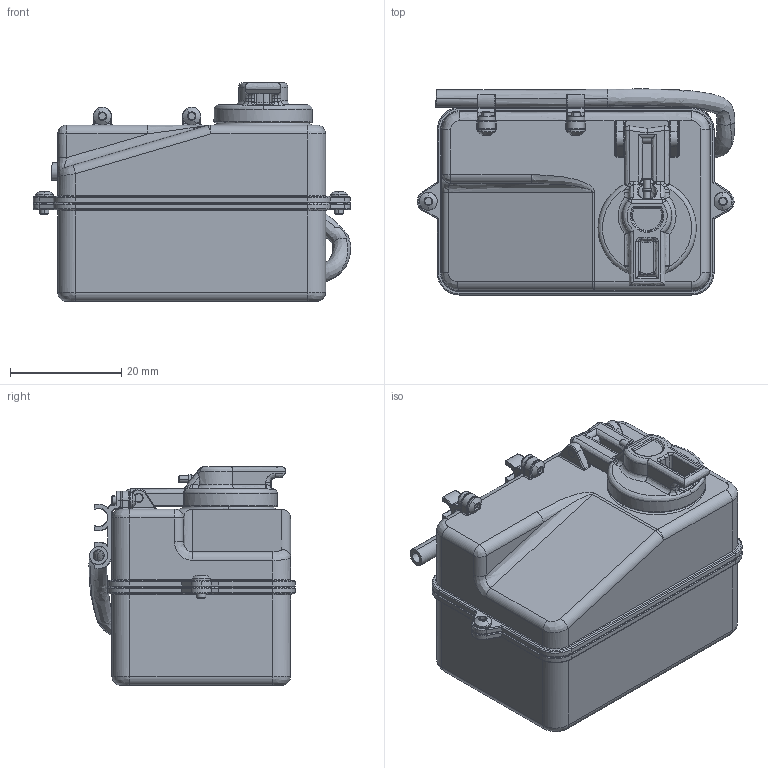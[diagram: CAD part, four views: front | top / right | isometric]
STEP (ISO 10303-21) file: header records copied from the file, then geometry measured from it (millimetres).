
FILE_DESCRIPTION(('FreeCAD Model'),'2;1');
FILE_NAME('Open CASCADE Shape Model','2025-04-17T05:20:54',('FreeCAD'),( 'FreeCAD'),'Open CASCADE STEP processor 7.6','FreeCAD','Unknown');
FILE_SCHEMA(('AUTOMOTIVE_DESIGN { 1 0 10303 214 1 1 1 1 }'));
Products named in the file (1): Open CASCADE STEP translator 7.6 1
Bounding box: 56.99 x 36.97 x 39.25 mm (x, y, z)
Volume: 37237.8 mm3; surface area: 21050.2 mm2
Topology: 10 solids, 10 shells, 1023 faces, 2374 edges, 1329 vertices
Faces by surface type: bspline 1023
Entity records: 34073 total; most frequent: CARTESIAN_POINT 21404, ORIENTED_EDGE 4636, EDGE_CURVE 2318, VERTEX_POINT 1321, FACE_BOUND 1067, EDGE_LOOP 1067, ADVANCED_FACE 1019, B_SPLINE_CURVE_WITH_KNOTS 1013
